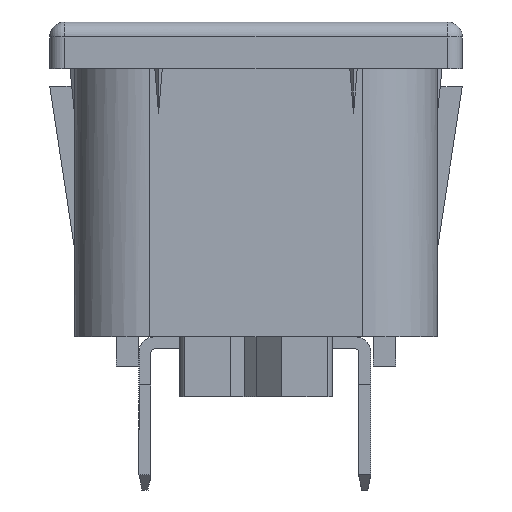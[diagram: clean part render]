
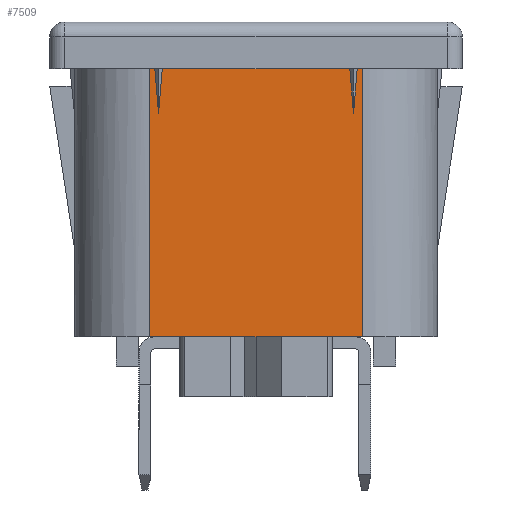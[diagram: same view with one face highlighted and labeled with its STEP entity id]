
A CAD part, left-side view. The second image highlights one B-rep face of the part: STEP entity #7509.
In plain terms, the highlighted planar face has unit normal (-1, 0, 0).
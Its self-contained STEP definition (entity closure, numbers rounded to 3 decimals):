
#53 = EDGE_CURVE ( 'NONE', #9326, #8344, #2468, .T. ) ;
#74 = EDGE_CURVE ( 'NONE', #4570, #9326, #446, .T. ) ;
#301 = VERTEX_POINT ( 'NONE', #4109 ) ;
#446 = LINE ( 'NONE', #4474, #4695 ) ;
#474 = CARTESIAN_POINT ( 'NONE',  ( -16.1, -7.1, -21. ) ) ;
#684 = LINE ( 'NONE', #6268, #3506 ) ;
#736 = CARTESIAN_POINT ( 'NONE',  ( -16.1, 7.1, -21. ) ) ;
#908 = CARTESIAN_POINT ( 'NONE',  ( -16.1, 6.5, -6.1 ) ) ;
#983 = EDGE_CURVE ( 'NONE', #1649, #1563, #4264, .T. ) ;
#1317 = CARTESIAN_POINT ( 'NONE',  ( -16.1, 7.1, -21. ) ) ;
#1411 = DIRECTION ( 'NONE',  ( 0., 1., 0. ) ) ;
#1563 = VERTEX_POINT ( 'NONE', #6339 ) ;
#1649 = VERTEX_POINT ( 'NONE', #3422 ) ;
#1844 = CARTESIAN_POINT ( 'NONE',  ( -16.1, -6.5, -6.1 ) ) ;
#1882 = VECTOR ( 'NONE', #7636, 1000. ) ;
#2035 = VECTOR ( 'NONE', #6974, 1000. ) ;
#2085 = ORIENTED_EDGE ( 'NONE', *, *, #53, .T. ) ;
#2273 = ORIENTED_EDGE ( 'NONE', *, *, #5543, .F. ) ;
#2312 = CARTESIAN_POINT ( 'NONE',  ( -16.1, 7.1, -21. ) ) ;
#2425 = EDGE_LOOP ( 'NONE', ( #7037, #4287, #5167, #3696, #4632, #2085, #3167, #2273, #9109, #8106 ) ) ;
#2468 = LINE ( 'NONE', #6931, #8025 ) ;
#2587 = EDGE_CURVE ( 'NONE', #3448, #301, #2701, .T. ) ;
#2656 = EDGE_CURVE ( 'NONE', #1563, #4570, #4840, .T. ) ;
#2701 = LINE ( 'NONE', #4604, #1882 ) ;
#2831 = VECTOR ( 'NONE', #3177, 1000. ) ;
#2874 = DIRECTION ( 'NONE',  ( 0., 0., 1. ) ) ;
#3064 = DIRECTION ( 'NONE',  ( 0., 1., 0. ) ) ;
#3167 = ORIENTED_EDGE ( 'NONE', *, *, #4422, .F. ) ;
#3177 = DIRECTION ( 'NONE',  ( 0., 0.083, -0.997 ) ) ;
#3404 = LINE ( 'NONE', #8309, #5534 ) ;
#3422 = CARTESIAN_POINT ( 'NONE',  ( -16.1, -6.25, -3.1 ) ) ;
#3437 = AXIS2_PLACEMENT_3D ( 'NONE', #2312, #3833, #8412 ) ;
#3448 = VERTEX_POINT ( 'NONE', #1844 ) ;
#3506 = VECTOR ( 'NONE', #4996, 1000. ) ;
#3696 = ORIENTED_EDGE ( 'NONE', *, *, #2656, .T. ) ;
#3833 = DIRECTION ( 'NONE',  ( 1., 0., 0. ) ) ;
#4109 = CARTESIAN_POINT ( 'NONE',  ( -16.1, -6.75, -3.1 ) ) ;
#4264 = LINE ( 'NONE', #8505, #2035 ) ;
#4287 = ORIENTED_EDGE ( 'NONE', *, *, #8301, .F. ) ;
#4402 = DIRECTION ( 'NONE',  ( 0., 0., 1. ) ) ;
#4422 = EDGE_CURVE ( 'NONE', #4742, #8344, #9594, .T. ) ;
#4474 = CARTESIAN_POINT ( 'NONE',  ( -16.1, 6.75, -3.1 ) ) ;
#4570 = VERTEX_POINT ( 'NONE', #8770 ) ;
#4604 = CARTESIAN_POINT ( 'NONE',  ( -16.1, -6.75, -3.1 ) ) ;
#4632 = ORIENTED_EDGE ( 'NONE', *, *, #74, .T. ) ;
#4695 = VECTOR ( 'NONE', #9759, 1000. ) ;
#4705 = EDGE_CURVE ( 'NONE', #6584, #301, #3404, .T. ) ;
#4742 = VERTEX_POINT ( 'NONE', #736 ) ;
#4840 = LINE ( 'NONE', #908, #2831 ) ;
#4996 = DIRECTION ( 'NONE',  ( 0., -0.083, -0.997 ) ) ;
#5167 = ORIENTED_EDGE ( 'NONE', *, *, #983, .T. ) ;
#5534 = VECTOR ( 'NONE', #6046, 1000. ) ;
#5543 = EDGE_CURVE ( 'NONE', #9685, #4742, #5983, .T. ) ;
#5869 = VECTOR ( 'NONE', #3064, 1000. ) ;
#5895 = VECTOR ( 'NONE', #4402, 1000. ) ;
#5965 = VECTOR ( 'NONE', #2874, 1000. ) ;
#5983 = LINE ( 'NONE', #6038, #5869 ) ;
#6038 = CARTESIAN_POINT ( 'NONE',  ( -16.1, 7.1, -21. ) ) ;
#6046 = DIRECTION ( 'NONE',  ( 0., 1., 0. ) ) ;
#6158 = EDGE_CURVE ( 'NONE', #9685, #6584, #8115, .T. ) ;
#6268 = CARTESIAN_POINT ( 'NONE',  ( -16.1, -6.5, -6.1 ) ) ;
#6339 = CARTESIAN_POINT ( 'NONE',  ( -16.1, 6.25, -3.1 ) ) ;
#6433 = CARTESIAN_POINT ( 'NONE',  ( -16.1, 7.1, -3.1 ) ) ;
#6584 = VERTEX_POINT ( 'NONE', #7409 ) ;
#6853 = PLANE ( 'NONE',  #3437 ) ;
#6931 = CARTESIAN_POINT ( 'NONE',  ( -16.1, 7.1, -3.1 ) ) ;
#6974 = DIRECTION ( 'NONE',  ( 0., 1., 0. ) ) ;
#7037 = ORIENTED_EDGE ( 'NONE', *, *, #2587, .F. ) ;
#7409 = CARTESIAN_POINT ( 'NONE',  ( -16.1, -7.1, -3.1 ) ) ;
#7509 = ADVANCED_FACE ( 'NONE', ( #9480 ), #6853, .F. ) ;
#7636 = DIRECTION ( 'NONE',  ( 0., -0.083, 0.997 ) ) ;
#8025 = VECTOR ( 'NONE', #1411, 1000. ) ;
#8106 = ORIENTED_EDGE ( 'NONE', *, *, #4705, .T. ) ;
#8115 = LINE ( 'NONE', #474, #5965 ) ;
#8301 = EDGE_CURVE ( 'NONE', #1649, #3448, #684, .T. ) ;
#8309 = CARTESIAN_POINT ( 'NONE',  ( -16.1, 7.1, -3.1 ) ) ;
#8344 = VERTEX_POINT ( 'NONE', #6433 ) ;
#8412 = DIRECTION ( 'NONE',  ( 0., 0., -1. ) ) ;
#8505 = CARTESIAN_POINT ( 'NONE',  ( -16.1, 7.1, -3.1 ) ) ;
#8770 = CARTESIAN_POINT ( 'NONE',  ( -16.1, 6.5, -6.1 ) ) ;
#9109 = ORIENTED_EDGE ( 'NONE', *, *, #6158, .T. ) ;
#9326 = VERTEX_POINT ( 'NONE', #9856 ) ;
#9451 = CARTESIAN_POINT ( 'NONE',  ( -16.1, -7.1, -21. ) ) ;
#9480 = FACE_OUTER_BOUND ( 'NONE', #2425, .T. ) ;
#9594 = LINE ( 'NONE', #1317, #5895 ) ;
#9685 = VERTEX_POINT ( 'NONE', #9451 ) ;
#9759 = DIRECTION ( 'NONE',  ( 0., 0.083, 0.997 ) ) ;
#9856 = CARTESIAN_POINT ( 'NONE',  ( -16.1, 6.75, -3.1 ) ) ;
